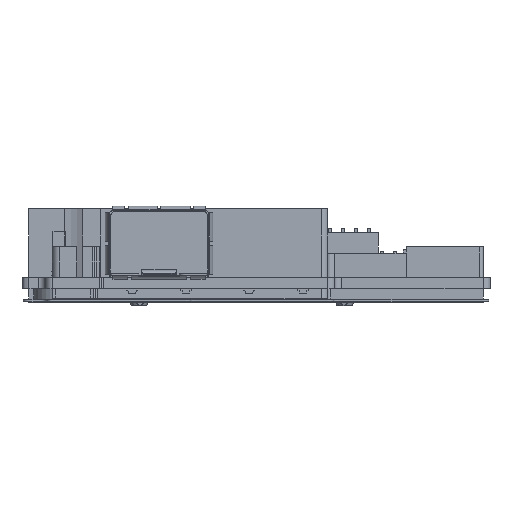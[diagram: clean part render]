
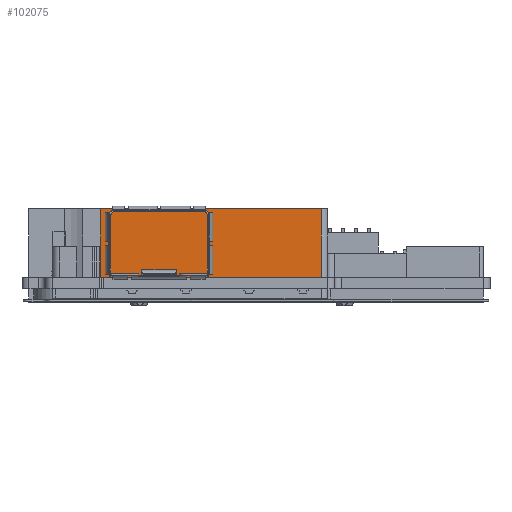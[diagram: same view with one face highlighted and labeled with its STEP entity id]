
A CAD part, front view. The second image highlights one B-rep face of the part: STEP entity #102075.
In plain terms, the highlighted planar face has unit normal (0, 1, 0).
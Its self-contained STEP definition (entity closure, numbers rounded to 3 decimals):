
#13622=LINE('',#167236,#26385);
#13623=LINE('',#167240,#26386);
#13624=LINE('',#167242,#26387);
#13625=LINE('',#167243,#26388);
#26385=VECTOR('',#134582,10.);
#26386=VECTOR('',#134587,32.);
#26387=VECTOR('',#134588,10.);
#26388=VECTOR('',#134589,32.);
#30828=PLANE('',#108766);
#37045=FACE_OUTER_BOUND('',#42508,.T.);
#42508=EDGE_LOOP('',(#96579,#96580,#96581,#96582));
#53270=VERTEX_POINT('',#167233);
#53271=VERTEX_POINT('',#167235);
#53272=VERTEX_POINT('',#167239);
#53273=VERTEX_POINT('',#167241);
#67755=EDGE_CURVE('',#53270,#53271,#13622,.T.);
#67757=EDGE_CURVE('',#53272,#53270,#13623,.T.);
#67758=EDGE_CURVE('',#53272,#53273,#13624,.T.);
#67759=EDGE_CURVE('',#53273,#53271,#13625,.T.);
#96579=ORIENTED_EDGE('',*,*,#67757,.F.);
#96580=ORIENTED_EDGE('',*,*,#67758,.T.);
#96581=ORIENTED_EDGE('',*,*,#67759,.T.);
#96582=ORIENTED_EDGE('',*,*,#67755,.F.);
#102075=ADVANCED_FACE('',(#37045),#30828,.F.);
#108766=AXIS2_PLACEMENT_3D('',#167238,#134585,#134586);
#134582=DIRECTION('',(0.,0.,1.));
#134585=DIRECTION('center_axis',(0.,-1.,0.));
#134586=DIRECTION('ref_axis',(1.,0.,0.));
#134587=DIRECTION('',(1.,0.,0.));
#134588=DIRECTION('',(0.,0.,1.));
#134589=DIRECTION('',(1.,0.,0.));
#167233=CARTESIAN_POINT('',(43.45,1.65,1.6));
#167235=CARTESIAN_POINT('',(43.45,1.65,11.6));
#167236=CARTESIAN_POINT('',(43.45,1.65,1.6));
#167238=CARTESIAN_POINT('Origin',(11.45,1.65,1.6));
#167239=CARTESIAN_POINT('',(11.45,1.65,1.6));
#167240=CARTESIAN_POINT('',(11.45,1.65,1.6));
#167241=CARTESIAN_POINT('',(11.45,1.65,11.6));
#167242=CARTESIAN_POINT('',(11.45,1.65,1.6));
#167243=CARTESIAN_POINT('',(11.45,1.65,11.6));
